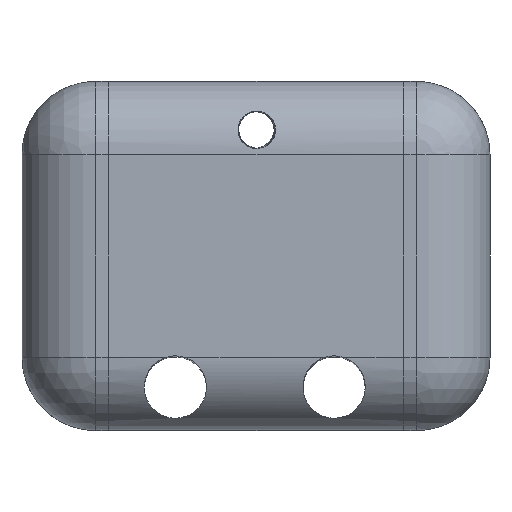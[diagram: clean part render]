
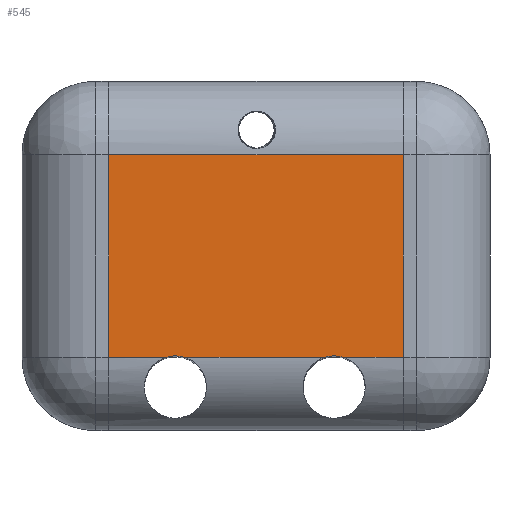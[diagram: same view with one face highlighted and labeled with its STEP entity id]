
A CAD part, front view. The second image highlights one B-rep face of the part: STEP entity #545.
In plain terms, the highlighted planar face has unit normal (0, -1, 0).
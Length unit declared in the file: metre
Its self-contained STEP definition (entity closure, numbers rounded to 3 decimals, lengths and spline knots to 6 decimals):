
#19=ELLIPSE('',#603,0.001245,0.001245);
#20=ELLIPSE('',#604,0.001245,0.001245);
#115=ORIENTED_EDGE('',*,*,#272,.F.);
#116=ORIENTED_EDGE('',*,*,#273,.T.);
#117=ORIENTED_EDGE('',*,*,#274,.F.);
#118=ORIENTED_EDGE('',*,*,#275,.T.);
#119=ORIENTED_EDGE('',*,*,#270,.T.);
#120=ORIENTED_EDGE('',*,*,#276,.T.);
#121=ORIENTED_EDGE('',*,*,#277,.F.);
#122=ORIENTED_EDGE('',*,*,#278,.T.);
#270=EDGE_CURVE('',#348,#347,#388,.T.);
#272=EDGE_CURVE('',#349,#350,#19,.T.);
#273=EDGE_CURVE('',#349,#351,#389,.F.);
#274=EDGE_CURVE('',#352,#351,#390,.T.);
#275=EDGE_CURVE('',#352,#348,#391,.T.);
#276=EDGE_CURVE('',#347,#353,#392,.F.);
#277=EDGE_CURVE('',#354,#353,#20,.T.);
#278=EDGE_CURVE('',#354,#350,#393,.F.);
#347=VERTEX_POINT('',#885);
#348=VERTEX_POINT('',#887);
#349=VERTEX_POINT('',#891);
#350=VERTEX_POINT('',#892);
#351=VERTEX_POINT('',#894);
#352=VERTEX_POINT('',#896);
#353=VERTEX_POINT('',#899);
#354=VERTEX_POINT('',#901);
#388=LINE('',#886,#424);
#389=LINE('',#893,#425);
#390=LINE('',#895,#426);
#391=LINE('',#897,#427);
#392=LINE('',#898,#428);
#393=LINE('',#902,#429);
#424=VECTOR('',#701,1.);
#425=VECTOR('',#708,1.);
#426=VECTOR('',#709,1.);
#427=VECTOR('',#710,1.);
#428=VECTOR('',#711,1.);
#429=VECTOR('',#714,1.);
#451=EDGE_LOOP('',(#115,#116,#117,#118,#119,#120,#121,#122));
#495=FACE_BOUND('',#451,.T.);
#535=PLANE('',#602);
#545=ADVANCED_FACE('',(#495),#535,.T.);
#602=AXIS2_PLACEMENT_3D('',#889,#704,#705);
#603=AXIS2_PLACEMENT_3D('',#890,#706,#707);
#604=AXIS2_PLACEMENT_3D('',#900,#712,#713);
#701=DIRECTION('',(0.,0.,-1.));
#704=DIRECTION('',(0.,-1.,0.));
#705=DIRECTION('',(0.,0.,-1.));
#706=DIRECTION('',(0.,-1.,0.));
#707=DIRECTION('',(0.,0.,1.));
#708=DIRECTION('',(-1.,0.,0.));
#709=DIRECTION('',(0.,0.,-1.));
#710=DIRECTION('',(-1.,0.,0.));
#711=DIRECTION('',(-1.,0.,0.));
#712=DIRECTION('',(0.,-1.,0.));
#713=DIRECTION('',(0.,0.,1.));
#714=DIRECTION('',(-1.,0.,0.));
#885=CARTESIAN_POINT('',(-0.004242,0.169813,0.005483));
#886=CARTESIAN_POINT('',(-0.004242,0.169813,0.01651));
#887=CARTESIAN_POINT('',(-0.004242,0.169813,0.013567));
#889=CARTESIAN_POINT('',(0.001657,0.169813,0.01651));
#890=CARTESIAN_POINT('',(0.004781,0.169813,0.004285));
#891=CARTESIAN_POINT('',(0.005117,0.169813,0.005483));
#892=CARTESIAN_POINT('',(0.004446,0.169813,0.005483));
#893=CARTESIAN_POINT('',(0.007555,0.169813,0.005483));
#894=CARTESIAN_POINT('',(0.007555,0.169813,0.005483));
#895=CARTESIAN_POINT('',(0.007555,0.169813,0.01651));
#896=CARTESIAN_POINT('',(0.007555,0.169813,0.013567));
#897=CARTESIAN_POINT('',(0.001657,0.169813,0.013567));
#898=CARTESIAN_POINT('',(0.007555,0.169813,0.005483));
#899=CARTESIAN_POINT('',(-0.001904,0.169813,0.005483));
#900=CARTESIAN_POINT('',(-0.001569,0.169813,0.004285));
#901=CARTESIAN_POINT('',(-0.001233,0.169813,0.005483));
#902=CARTESIAN_POINT('',(0.007555,0.169813,0.005483));
